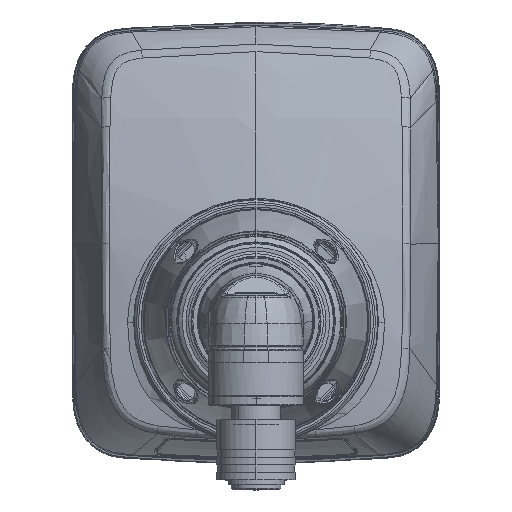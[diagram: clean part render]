
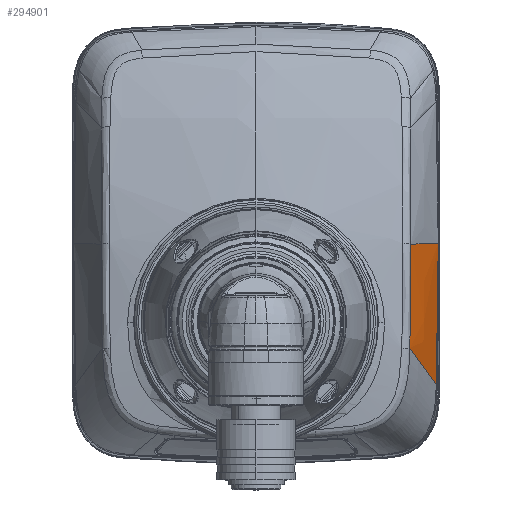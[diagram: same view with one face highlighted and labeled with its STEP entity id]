
A CAD part, top view. The second image highlights one B-rep face of the part: STEP entity #294901.
In plain terms, the highlighted free-form (B-spline) face has degree [3, 3] with [5, 7] control points.
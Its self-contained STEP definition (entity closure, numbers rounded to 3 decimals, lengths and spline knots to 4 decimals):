
#255979=CARTESIAN_POINT('',(1.2116,-0.1975,
-5.4941));
#255981=CARTESIAN_POINT('',(1.2116,-0.1975,
-5.4941));
#255982=CARTESIAN_POINT('',(1.2777,-0.2712,
-5.6445));
#255983=CARTESIAN_POINT('',(1.3586,-0.3896,
-5.8896));
#255984=CARTESIAN_POINT('',(1.4193,-0.4831,
-6.0871));
#256004=CARTESIAN_POINT('',(1.2196,0.6203,
-5.5259));
#256005=CARTESIAN_POINT('',(1.2514,0.621,
-5.5976));
#256006=CARTESIAN_POINT('',(1.3324,0.6253,
-5.7994));
#256007=CARTESIAN_POINT('',(1.4076,0.6296,
-6.0071));
#256008=CARTESIAN_POINT('',(1.4348,0.6299,
-6.0873));
#256010=CARTESIAN_POINT('',(1.4348,0.6299,
-6.0873));
#256011=CARTESIAN_POINT('',(1.435,0.5684,
-6.0877));
#256012=CARTESIAN_POINT('',(1.4351,0.4398,
-6.0881));
#256013=CARTESIAN_POINT('',(1.4336,0.2181,
-6.0869));
#256014=CARTESIAN_POINT('',(1.4312,0.0043,
-6.0868));
#256015=CARTESIAN_POINT('',(1.4278,-0.1791,
-6.0867));
#256016=CARTESIAN_POINT('',(1.4235,-0.3425,
-6.086));
#256017=CARTESIAN_POINT('',(1.4207,-0.4384,
-6.0866));
#256018=CARTESIAN_POINT('',(1.4193,-0.4831,
-6.0871));
#256020=CARTESIAN_POINT('',(1.2116,-0.1975,
-5.4941));
#256021=CARTESIAN_POINT('',(1.2125,-0.1492,
-5.493));
#256022=CARTESIAN_POINT('',(1.2141,-0.0538,
-5.4918));
#256023=CARTESIAN_POINT('',(1.216,0.0876,
-5.4929));
#256024=CARTESIAN_POINT('',(1.2174,0.2255,
-5.4969));
#256025=CARTESIAN_POINT('',(1.2185,0.3599,
-5.5037));
#256026=CARTESIAN_POINT('',(1.2192,0.4912,
-5.5133));
#256027=CARTESIAN_POINT('',(1.2195,0.5776,
-5.5214));
#256028=CARTESIAN_POINT('',(1.2196,0.6203,
-5.5259));
#256029=CARTESIAN_POINT('',(1.2196,0.6203,
-5.5259));
#282200=CARTESIAN_POINT('',(1.4193,-0.4831,
-6.0871));
#282201=VERTEX_POINT('',#282200);
#282202=VERTEX_POINT('',#255979);
#282203=VERTEX_POINT('',#256010);
#282204=VERTEX_POINT('',#256004);
#294857=CARTESIAN_POINT('',(1.4379,0.6411,
-6.0965));
#294858=CARTESIAN_POINT('',(1.4378,0.5195,
-6.0961));
#294859=CARTESIAN_POINT('',(1.4368,0.2712,
-6.0951));
#294860=CARTESIAN_POINT('',(1.4327,-0.0406,
-6.094));
#294861=CARTESIAN_POINT('',(1.4269,-0.2977,
-6.0934));
#294862=CARTESIAN_POINT('',(1.4231,-0.428,
-6.0932));
#294863=CARTESIAN_POINT('',(1.4209,-0.4947,
-6.0932));
#294864=CARTESIAN_POINT('',(1.4108,0.6403,
-6.016));
#294865=CARTESIAN_POINT('',(1.4099,0.5252,
-6.0119));
#294866=CARTESIAN_POINT('',(1.4097,0.2913,
-6.0034));
#294867=CARTESIAN_POINT('',(1.4071,-0.0035,
-5.994));
#294868=CARTESIAN_POINT('',(1.3991,-0.2507,
-5.9885));
#294869=CARTESIAN_POINT('',(1.3923,-0.3781,
-5.9868));
#294870=CARTESIAN_POINT('',(1.3878,-0.4441,
-5.9864));
#294871=CARTESIAN_POINT('',(1.333,0.6346,
-5.801));
#294872=CARTESIAN_POINT('',(1.3323,0.5336,
-5.7938));
#294873=CARTESIAN_POINT('',(1.3328,0.331,
-5.7802));
#294874=CARTESIAN_POINT('',(1.3316,0.0737,
-5.7664));
#294875=CARTESIAN_POINT('',(1.3249,-0.1506,
-5.7592));
#294876=CARTESIAN_POINT('',(1.3187,-0.2704,
-5.7574));
#294877=CARTESIAN_POINT('',(1.3145,-0.3341,
-5.7573));
#294878=CARTESIAN_POINT('',(1.2489,0.6289,
-5.5922));
#294879=CARTESIAN_POINT('',(1.249,0.5407,
-5.5844));
#294880=CARTESIAN_POINT('',(1.249,0.3668,
-5.5718));
#294881=CARTESIAN_POINT('',(1.2474,0.1435,
-5.5617));
#294882=CARTESIAN_POINT('',(1.2441,-0.0608,
-5.5576));
#294883=CARTESIAN_POINT('',(1.2415,-0.1748,
-5.5574));
#294884=CARTESIAN_POINT('',(1.2398,-0.237,
-5.5581));
#294885=CARTESIAN_POINT('',(1.2166,0.6279,
-5.5199));
#294886=CARTESIAN_POINT('',(1.2166,0.5443,
-5.5114));
#294887=CARTESIAN_POINT('',(1.2163,0.3812,
-5.4983));
#294888=CARTESIAN_POINT('',(1.2145,0.1704,
-5.4887));
#294889=CARTESIAN_POINT('',(1.2116,-0.0273,
-5.4854));
#294890=CARTESIAN_POINT('',(1.2095,-0.1399,
-5.4859));
#294891=CARTESIAN_POINT('',(1.2081,-0.2021,
-5.4869));
#294892=B_SPLINE_SURFACE_WITH_KNOTS('',3,3,((#294857,#294858,#294859,#294860,
#294861,#294862,#294863),(#294864,#294865,#294866,#294867,#294868,#294869,
#294870),(#294871,#294872,#294873,#294874,#294875,#294876,#294877),(#294878,
#294879,#294880,#294881,#294882,#294883,#294884),(#294885,#294886,#294887,
#294888,#294889,#294890,#294891)),.UNSPECIFIED.,.F.,.F.,.F.,(4,1,4),(4,1,1,1,4),
(0.0198,0.5,0.9276),(-0.01,0.317,
0.6585,0.8293,1.0078),.UNSPECIFIED.);
#294894=ORIENTED_EDGE('',*,*,#294893,.T.);
#294895=ORIENTED_EDGE('',*,*,#294849,.T.);
#294896=ORIENTED_EDGE('',*,*,#294717,.F.);
#294898=ORIENTED_EDGE('',*,*,#294897,.T.);
#294899=EDGE_LOOP('',(#294894,#294895,#294896,#294898));
#294900=FACE_OUTER_BOUND('',#294899,.F.);
#294901=ADVANCED_FACE('',(#294900),#294892,.T.);
#255985=B_SPLINE_CURVE_WITH_KNOTS('',3,(#255981,#255982,#255983,#255984),
.UNSPECIFIED.,.F.,.F.,(4,4),(0.,1.),.UNSPECIFIED.);
#256009=B_SPLINE_CURVE_WITH_KNOTS('',3,(#256004,#256005,#256006,#256007,
#256008),.UNSPECIFIED.,.F.,.F.,(4,1,4),(0.,0.4727,1.),
.UNSPECIFIED.);
#256019=B_SPLINE_CURVE_WITH_KNOTS('',3,(#256010,#256011,#256012,#256013,#256014,
#256015,#256016,#256017,#256018),.UNSPECIFIED.,.F.,.F.,(4,1,1,1,1,1,4),(0.,
0.1667,0.3333,0.5,0.6667,0.8333,
1.),.UNSPECIFIED.);
#256030=B_SPLINE_CURVE_WITH_KNOTS('',3,(#256020,#256021,#256022,#256023,#256024,
#256025,#256026,#256027,#256028,#256029),.UNSPECIFIED.,.F.,.F.,(4,1,1,1,1,1,1,
4),(0.,0.1769,0.3495,0.5178,
0.682,0.8425,1.,1.),.UNSPECIFIED.);
#294717=EDGE_CURVE('',#282202,#282201,#255985,.T.);
#294849=EDGE_CURVE('',#282203,#282201,#256019,.T.);
#294893=EDGE_CURVE('',#282204,#282203,#256009,.T.);
#294897=EDGE_CURVE('',#282202,#282204,#256030,.T.);
